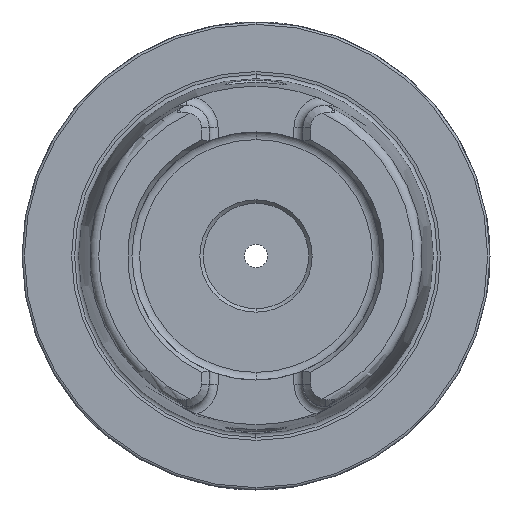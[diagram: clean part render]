
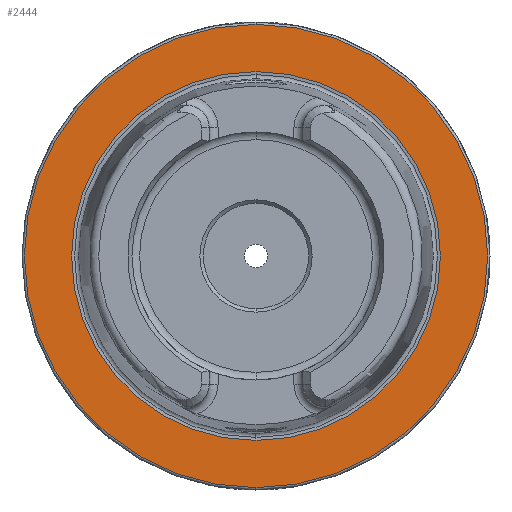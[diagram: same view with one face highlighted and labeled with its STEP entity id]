
A CAD part, left-side view. The second image highlights one B-rep face of the part: STEP entity #2444.
In plain terms, the highlighted planar face has unit normal (-1, 0, 0).
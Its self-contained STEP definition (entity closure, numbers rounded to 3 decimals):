
#100 = VERTEX_POINT ( 'NONE', #6577 ) ;
#323 = EDGE_LOOP ( 'NONE', ( #3291, #6277 ) ) ;
#501 = CARTESIAN_POINT ( 'NONE',  ( 0., 0., 0. ) ) ;
#782 = EDGE_CURVE ( 'NONE', #5183, #2266, #1886, .T. ) ;
#1190 = DIRECTION ( 'NONE',  ( 0., 0., 1. ) ) ;
#1460 = CIRCLE ( 'NONE', #5054, 39.405 ) ;
#1700 = AXIS2_PLACEMENT_3D ( 'NONE', #7089, #7118, #7127 ) ;
#1886 = CIRCLE ( 'NONE', #1700, 49.5 ) ;
#2266 = VERTEX_POINT ( 'NONE', #6205 ) ;
#2444 = ADVANCED_FACE ( 'NONE', ( #7492, #6108 ), #4236, .F. ) ;
#3291 = ORIENTED_EDGE ( 'NONE', *, *, #7346, .F. ) ;
#3292 = CARTESIAN_POINT ( 'NONE',  ( 0., 0., -49.5 ) ) ;
#3898 = CARTESIAN_POINT ( 'NONE',  ( 0., 0., 0. ) ) ;
#4164 = DIRECTION ( 'NONE',  ( 0., 0., -1. ) ) ;
#4236 = PLANE ( 'NONE',  #4469 ) ;
#4238 = EDGE_CURVE ( 'NONE', #2266, #5183, #5897, .T. ) ;
#4286 = CARTESIAN_POINT ( 'NONE',  ( 0., 49.5, 0. ) ) ;
#4450 = DIRECTION ( 'NONE',  ( 1., 0., 0. ) ) ;
#4469 = AXIS2_PLACEMENT_3D ( 'NONE', #4286, #4450, #4164 ) ;
#4551 = DIRECTION ( 'NONE',  ( 0., 0., 1. ) ) ;
#4611 = EDGE_LOOP ( 'NONE', ( #8011, #7679 ) ) ;
#4696 = AXIS2_PLACEMENT_3D ( 'NONE', #7617, #7567, #7541 ) ;
#5054 = AXIS2_PLACEMENT_3D ( 'NONE', #3898, #8169, #4551 ) ;
#5099 = DIRECTION ( 'NONE',  ( -1., 0., 0. ) ) ;
#5183 = VERTEX_POINT ( 'NONE', #3292 ) ;
#5897 = CIRCLE ( 'NONE', #4696, 49.5 ) ;
#6004 = CIRCLE ( 'NONE', #6198, 39.405 ) ;
#6108 = FACE_OUTER_BOUND ( 'NONE', #4611, .T. ) ;
#6177 = VERTEX_POINT ( 'NONE', #6567 ) ;
#6198 = AXIS2_PLACEMENT_3D ( 'NONE', #501, #5099, #1190 ) ;
#6205 = CARTESIAN_POINT ( 'NONE',  ( 0., 0., 49.5 ) ) ;
#6277 = ORIENTED_EDGE ( 'NONE', *, *, #7912, .F. ) ;
#6567 = CARTESIAN_POINT ( 'NONE',  ( 0., 0., -39.405 ) ) ;
#6577 = CARTESIAN_POINT ( 'NONE',  ( 0., 0., 39.405 ) ) ;
#7089 = CARTESIAN_POINT ( 'NONE',  ( 0., 0., 0. ) ) ;
#7118 = DIRECTION ( 'NONE',  ( -1., 0., 0. ) ) ;
#7127 = DIRECTION ( 'NONE',  ( 0., 0., 1. ) ) ;
#7346 = EDGE_CURVE ( 'NONE', #100, #6177, #6004, .T. ) ;
#7492 = FACE_BOUND ( 'NONE', #323, .T. ) ;
#7541 = DIRECTION ( 'NONE',  ( 0., 0., 1. ) ) ;
#7567 = DIRECTION ( 'NONE',  ( -1., 0., 0. ) ) ;
#7617 = CARTESIAN_POINT ( 'NONE',  ( 0., 0., 0. ) ) ;
#7679 = ORIENTED_EDGE ( 'NONE', *, *, #782, .T. ) ;
#7912 = EDGE_CURVE ( 'NONE', #6177, #100, #1460, .T. ) ;
#8011 = ORIENTED_EDGE ( 'NONE', *, *, #4238, .T. ) ;
#8169 = DIRECTION ( 'NONE',  ( -1., 0., 0. ) ) ;
